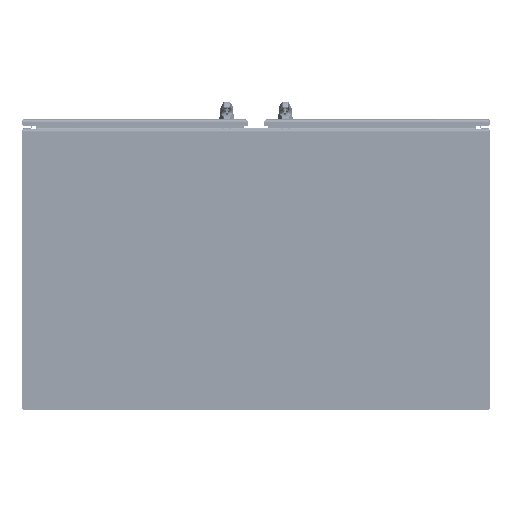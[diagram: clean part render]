
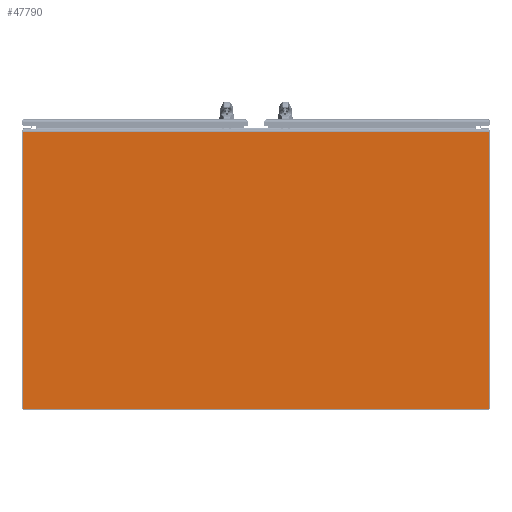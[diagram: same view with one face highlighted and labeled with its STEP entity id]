
A CAD part, front view. The second image highlights one B-rep face of the part: STEP entity #47790.
In plain terms, the highlighted face is planar.
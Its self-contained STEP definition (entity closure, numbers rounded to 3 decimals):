
#6763=FACE_OUTER_BOUND('',#9759,.T.);
#9759=EDGE_LOOP('',(#32203,#32204,#32205,#32206));
#13080=LINE('',#72458,#16510);
#13086=LINE('',#72476,#16516);
#13089=LINE('',#72482,#16519);
#13090=LINE('',#72483,#16520);
#16510=VECTOR('',#58177,0.394);
#16516=VECTOR('',#58201,0.394);
#16519=VECTOR('',#58206,0.394);
#16520=VECTOR('',#58207,0.394);
#19842=VERTEX_POINT('',#72455);
#19843=VERTEX_POINT('',#72457);
#19846=VERTEX_POINT('',#72475);
#19848=VERTEX_POINT('',#72481);
#24463=EDGE_CURVE('',#19843,#19842,#13080,.T.);
#24472=EDGE_CURVE('',#19843,#19846,#13086,.T.);
#24475=EDGE_CURVE('',#19848,#19842,#13089,.T.);
#24476=EDGE_CURVE('',#19846,#19848,#13090,.T.);
#32203=ORIENTED_EDGE('',*,*,#24463,.T.);
#32204=ORIENTED_EDGE('',*,*,#24475,.F.);
#32205=ORIENTED_EDGE('',*,*,#24476,.F.);
#32206=ORIENTED_EDGE('',*,*,#24472,.F.);
#45663=PLANE('',#51983);
#47790=ADVANCED_FACE('',(#6763),#45663,.T.);
#51983=AXIS2_PLACEMENT_3D('',#72480,#58204,#58205);
#58177=DIRECTION('',(0.,1.,0.));
#58201=DIRECTION('',(-1.,0.,0.));
#58204=DIRECTION('center_axis',(0.,0.,1.));
#58205=DIRECTION('ref_axis',(1.,0.,0.));
#58206=DIRECTION('',(1.,0.,0.));
#58207=DIRECTION('',(0.,1.,0.));
#72455=CARTESIAN_POINT('',(17.709,29.959,0.104));
#72457=CARTESIAN_POINT('',(17.709,-29.959,0.104));
#72458=CARTESIAN_POINT('',(17.709,-14.979,0.104));
#72475=CARTESIAN_POINT('',(-17.959,-29.959,0.104));
#72476=CARTESIAN_POINT('',(17.959,-29.959,0.104));
#72480=CARTESIAN_POINT('Origin',(0.,0.,0.104));
#72481=CARTESIAN_POINT('',(-17.959,29.959,0.104));
#72482=CARTESIAN_POINT('',(-17.959,29.959,0.104));
#72483=CARTESIAN_POINT('',(-17.959,-29.959,0.104));
